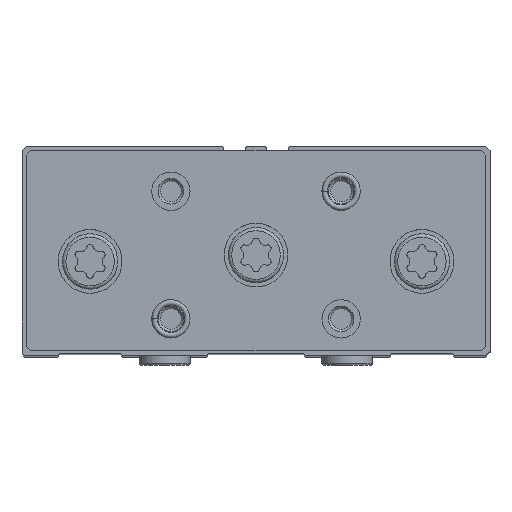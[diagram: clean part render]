
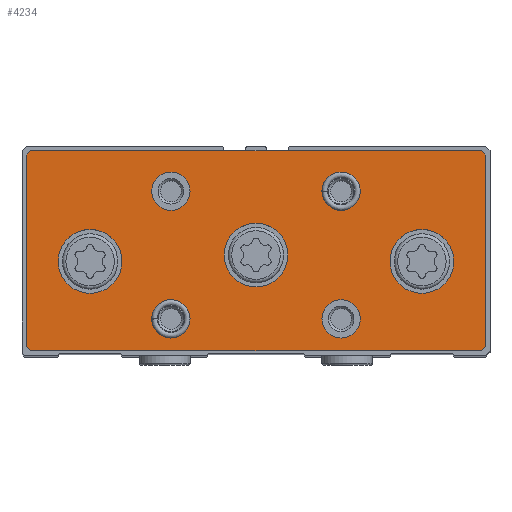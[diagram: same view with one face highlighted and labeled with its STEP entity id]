
A CAD part, top view. The second image highlights one B-rep face of the part: STEP entity #4234.
In plain terms, the highlighted face is planar.
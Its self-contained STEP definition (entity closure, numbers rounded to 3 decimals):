
#397=LINE('',#7140,#615);
#401=LINE('',#7149,#619);
#404=LINE('',#7155,#622);
#407=LINE('',#7161,#625);
#410=LINE('',#7167,#628);
#413=LINE('',#7173,#631);
#416=LINE('',#7179,#634);
#419=LINE('',#7185,#637);
#615=VECTOR('',#5807,1000.);
#619=VECTOR('',#5813,1000.);
#622=VECTOR('',#5818,1000.);
#625=VECTOR('',#5823,1000.);
#628=VECTOR('',#5828,1000.);
#631=VECTOR('',#5833,1000.);
#634=VECTOR('',#5838,1000.);
#637=VECTOR('',#5843,1000.);
#1319=ORIENTED_EDGE('',*,*,#2084,.F.);
#1320=ORIENTED_EDGE('',*,*,#2085,.F.);
#1321=ORIENTED_EDGE('',*,*,#2086,.F.);
#1322=ORIENTED_EDGE('',*,*,#2087,.F.);
#1323=ORIENTED_EDGE('',*,*,#2088,.F.);
#1324=ORIENTED_EDGE('',*,*,#2089,.F.);
#1325=ORIENTED_EDGE('',*,*,#2090,.F.);
#1326=ORIENTED_EDGE('',*,*,#2053,.T.);
#1327=ORIENTED_EDGE('',*,*,#2057,.T.);
#1328=ORIENTED_EDGE('',*,*,#2060,.T.);
#1329=ORIENTED_EDGE('',*,*,#2063,.T.);
#1330=ORIENTED_EDGE('',*,*,#2066,.T.);
#1331=ORIENTED_EDGE('',*,*,#2069,.T.);
#1332=ORIENTED_EDGE('',*,*,#2072,.T.);
#1333=ORIENTED_EDGE('',*,*,#2075,.T.);
#2053=EDGE_CURVE('',#2535,#2536,#397,.T.);
#2057=EDGE_CURVE('',#2536,#2539,#401,.T.);
#2060=EDGE_CURVE('',#2539,#2541,#404,.T.);
#2063=EDGE_CURVE('',#2541,#2543,#407,.T.);
#2066=EDGE_CURVE('',#2543,#2545,#410,.T.);
#2069=EDGE_CURVE('',#2545,#2547,#413,.T.);
#2072=EDGE_CURVE('',#2547,#2549,#416,.T.);
#2075=EDGE_CURVE('',#2549,#2535,#419,.T.);
#2084=EDGE_CURVE('',#2556,#2556,#2869,.T.);
#2085=EDGE_CURVE('',#2557,#2557,#2870,.T.);
#2086=EDGE_CURVE('',#2558,#2558,#2871,.T.);
#2087=EDGE_CURVE('',#2559,#2559,#2872,.T.);
#2088=EDGE_CURVE('',#2560,#2560,#2873,.T.);
#2089=EDGE_CURVE('',#2561,#2561,#2874,.T.);
#2090=EDGE_CURVE('',#2562,#2562,#2875,.T.);
#2535=VERTEX_POINT('',#7141);
#2536=VERTEX_POINT('',#7142);
#2539=VERTEX_POINT('',#7150);
#2541=VERTEX_POINT('',#7156);
#2543=VERTEX_POINT('',#7162);
#2545=VERTEX_POINT('',#7168);
#2547=VERTEX_POINT('',#7174);
#2549=VERTEX_POINT('',#7180);
#2556=VERTEX_POINT('',#7202);
#2557=VERTEX_POINT('',#7204);
#2558=VERTEX_POINT('',#7206);
#2559=VERTEX_POINT('',#7208);
#2560=VERTEX_POINT('',#7210);
#2561=VERTEX_POINT('',#7212);
#2562=VERTEX_POINT('',#7214);
#2869=CIRCLE('',#4765,7.5);
#2870=CIRCLE('',#4766,7.5);
#2871=CIRCLE('',#4767,7.5);
#2872=CIRCLE('',#4768,4.5);
#2873=CIRCLE('',#4769,4.5);
#2874=CIRCLE('',#4770,4.5);
#2875=CIRCLE('',#4771,4.5);
#3277=EDGE_LOOP('',(#1319));
#3278=EDGE_LOOP('',(#1320));
#3279=EDGE_LOOP('',(#1321));
#3280=EDGE_LOOP('',(#1322));
#3281=EDGE_LOOP('',(#1323));
#3282=EDGE_LOOP('',(#1324));
#3283=EDGE_LOOP('',(#1325));
#3284=EDGE_LOOP('',(#1326,#1327,#1328,#1329,#1330,#1331,#1332,#1333));
#3765=FACE_BOUND('',#3277,.T.);
#3766=FACE_BOUND('',#3278,.T.);
#3767=FACE_BOUND('',#3279,.T.);
#3768=FACE_BOUND('',#3280,.T.);
#3769=FACE_BOUND('',#3281,.T.);
#3770=FACE_BOUND('',#3282,.T.);
#3771=FACE_BOUND('',#3283,.T.);
#3772=FACE_BOUND('',#3284,.T.);
#4026=PLANE('',#4764);
#4234=ADVANCED_FACE('',(#3765,#3766,#3767,#3768,#3769,#3770,#3771,#3772),
#4026,.F.);
#4764=AXIS2_PLACEMENT_3D('',#7200,#5859,#5860);
#4765=AXIS2_PLACEMENT_3D('',#7201,#5861,#5862);
#4766=AXIS2_PLACEMENT_3D('',#7203,#5863,#5864);
#4767=AXIS2_PLACEMENT_3D('',#7205,#5865,#5866);
#4768=AXIS2_PLACEMENT_3D('',#7207,#5867,#5868);
#4769=AXIS2_PLACEMENT_3D('',#7209,#5869,#5870);
#4770=AXIS2_PLACEMENT_3D('',#7211,#5871,#5872);
#4771=AXIS2_PLACEMENT_3D('',#7213,#5873,#5874);
#5807=DIRECTION('',(0.,-1.,0.));
#5813=DIRECTION('',(0.,-0.707,-0.707));
#5818=DIRECTION('',(0.,0.,-1.));
#5823=DIRECTION('',(0.,0.707,-0.707));
#5828=DIRECTION('',(0.,1.,0.));
#5833=DIRECTION('',(0.,0.707,0.707));
#5838=DIRECTION('',(0.,0.,1.));
#5843=DIRECTION('',(0.,-0.707,0.707));
#5859=DIRECTION('',(-1.,0.,0.));
#5860=DIRECTION('',(0.,0.,1.));
#5861=DIRECTION('',(1.,0.,0.));
#5862=DIRECTION('',(0.,0.,-1.));
#5863=DIRECTION('',(1.,0.,0.));
#5864=DIRECTION('',(0.,0.,-1.));
#5865=DIRECTION('',(1.,0.,0.));
#5866=DIRECTION('',(0.,0.,-1.));
#5867=DIRECTION('',(1.,0.,0.));
#5868=DIRECTION('',(0.,0.,-1.));
#5869=DIRECTION('',(1.,0.,0.));
#5870=DIRECTION('',(0.,0.,-1.));
#5871=DIRECTION('',(1.,0.,0.));
#5872=DIRECTION('',(0.,0.,-1.));
#5873=DIRECTION('',(1.,0.,0.));
#5874=DIRECTION('',(0.,0.,-1.));
#7140=CARTESIAN_POINT('',(16.,23.5,54.));
#7141=CARTESIAN_POINT('',(16.,23.5,54.));
#7142=CARTESIAN_POINT('',(16.,-21.5,54.));
#7149=CARTESIAN_POINT('',(16.,-21.5,54.));
#7150=CARTESIAN_POINT('',(16.,-22.5,53.));
#7155=CARTESIAN_POINT('',(16.,-22.5,53.));
#7156=CARTESIAN_POINT('',(16.,-22.5,-53.));
#7161=CARTESIAN_POINT('',(16.,-22.5,-53.));
#7162=CARTESIAN_POINT('',(16.,-21.5,-54.));
#7167=CARTESIAN_POINT('',(16.,-21.5,-54.));
#7168=CARTESIAN_POINT('',(16.,23.5,-54.));
#7173=CARTESIAN_POINT('',(16.,23.5,-54.));
#7174=CARTESIAN_POINT('',(16.,24.5,-53.));
#7179=CARTESIAN_POINT('',(16.,24.5,-53.));
#7180=CARTESIAN_POINT('',(16.,24.5,53.));
#7185=CARTESIAN_POINT('',(16.,24.5,53.));
#7200=CARTESIAN_POINT('',(16.,-1.5,-49.));
#7201=CARTESIAN_POINT('',(16.,-1.5,-39.));
#7202=CARTESIAN_POINT('',(16.,-1.5,-46.5));
#7203=CARTESIAN_POINT('',(16.,-1.5,39.));
#7204=CARTESIAN_POINT('',(16.,-1.5,31.5));
#7205=CARTESIAN_POINT('',(16.,0.,0.));
#7206=CARTESIAN_POINT('',(16.,0.,-7.5));
#7207=CARTESIAN_POINT('',(16.,-15.,20.));
#7208=CARTESIAN_POINT('',(16.,-15.,15.5));
#7209=CARTESIAN_POINT('',(16.,-15.,-20.));
#7210=CARTESIAN_POINT('',(16.,-15.,-24.5));
#7211=CARTESIAN_POINT('',(16.,15.,20.));
#7212=CARTESIAN_POINT('',(16.,15.,15.5));
#7213=CARTESIAN_POINT('',(16.,15.,-20.));
#7214=CARTESIAN_POINT('',(16.,15.,-24.5));
